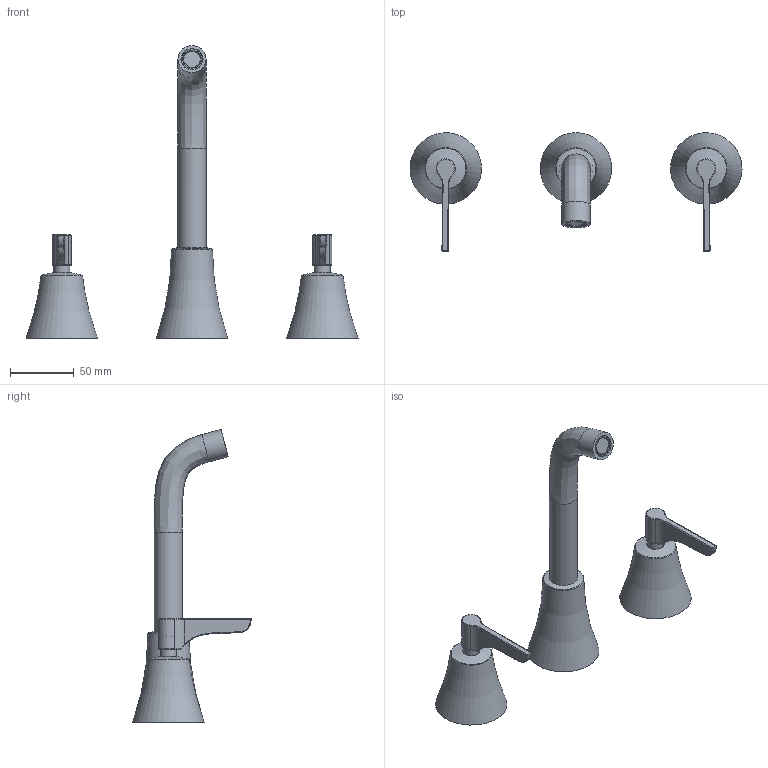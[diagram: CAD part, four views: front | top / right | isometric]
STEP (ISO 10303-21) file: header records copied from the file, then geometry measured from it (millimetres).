
FILE_DESCRIPTION (( 'STEP AP203' ), '1' );
FILE_NAME ('91AP06097.STEP', '2021-11-17T08:38:50', ( '' ), ( '' ), 'SwSTEP 2.0', 'SolidWorks 2021', '' );
FILE_SCHEMA (( 'CONFIG_CONTROL_DESIGN' ));
Length unit declared in the file: millimetre
Products named in the file (1): 91AP06097
Bounding box: 259.95 x 92.98 x 229.31 mm (x, y, z)
Volume: 134258.3 mm3; surface area: 106469.8 mm2
Topology: 9 solids, 9 shells, 485 faces, 1180 edges, 736 vertices
Faces by surface type: plane 207, cylinder 112, bspline 63, torus 51, sphere 32, cone 20
Full cylindrical faces by diameter (mm): 3.3 x2, 4.2 x1, 4.5 x2, 9 x2, 10.7 x4, 12.6 x2, 12.8 x6, 12.955 x1, 13.485 x1, 14.5 x1, 15 x1, 15.173 x1, 15.5 x1, 16.5 x1, 16.75 x1, 16.8 x2, 19 x2, 22 x2, 22.5 x2, 24.5 x3, 25.5 x1, 27.5 x2
Entity records: 25674 total; most frequent: CARTESIAN_POINT 15219, ORIENTED_EDGE 2130, DIRECTION 2086, EDGE_CURVE 1065, AXIS2_PLACEMENT_3D 855, VERTEX_POINT 707, EDGE_LOOP 608, FACE_OUTER_BOUND 543
